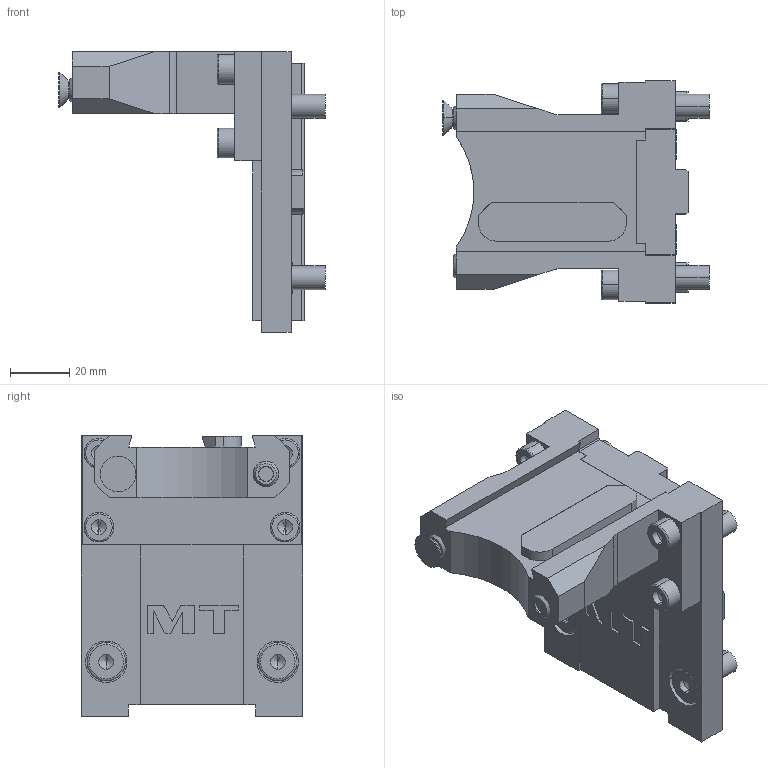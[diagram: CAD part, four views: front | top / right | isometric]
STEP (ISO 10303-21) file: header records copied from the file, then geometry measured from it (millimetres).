
FILE_DESCRIPTION((''),'2;1');
FILE_NAME('DWO1570126_CONF','2023-04-28T10:28:50',('gvalli'),('M.T. srl'),'CREO PARAMETRIC BY PTC INC, 2021072','CREO PARAMETRIC BY PTC INC, 2021072','');
FILE_SCHEMA(('CONFIG_CONTROL_DESIGN'));
Length unit declared in the file: millimetre
Products named in the file (1): DWO1570126_CONF
Bounding box: 90 x 75 x 95 mm (x, y, z)
Volume: 163661.5 mm3; surface area: 36887.2 mm2
Topology: 1 solids, 1 shells, 211 faces, 522 edges, 334 vertices
Faces by surface type: plane 108, cylinder 63, cone 20, torus 16, sphere 2, extrusion 2
Entity records: 6237 total; most frequent: CARTESIAN_POINT 1098, DIRECTION 1094, ORIENTED_EDGE 1020, EDGE_CURVE 510, AXIS2_PLACEMENT_3D 385, VERTEX_POINT 334, VECTOR 324, LINE 322
